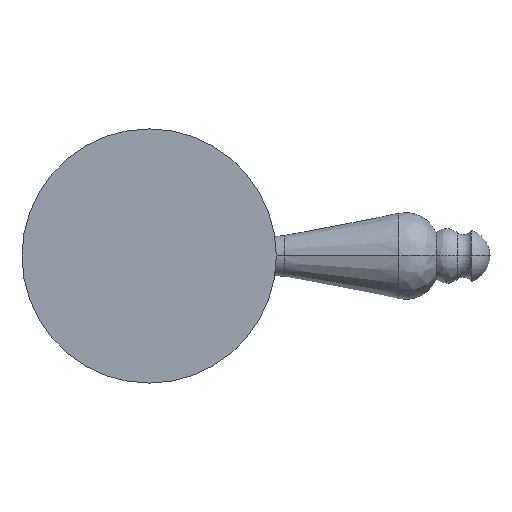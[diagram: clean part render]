
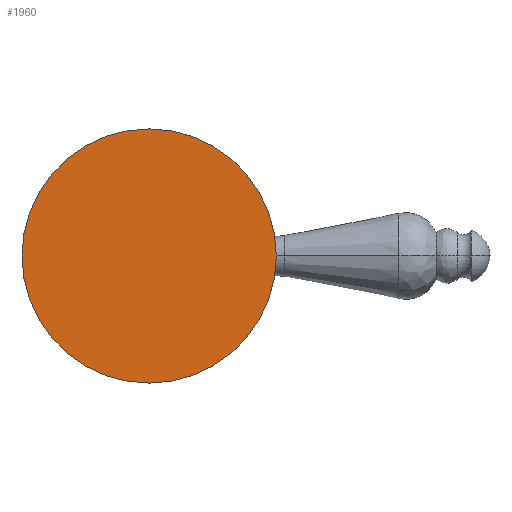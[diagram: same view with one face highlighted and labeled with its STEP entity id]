
A CAD part, front view. The second image highlights one B-rep face of the part: STEP entity #1960.
In plain terms, the highlighted planar face has unit normal (0, -1, 0).
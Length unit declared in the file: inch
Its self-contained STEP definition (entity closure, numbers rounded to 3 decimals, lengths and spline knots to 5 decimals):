
#704=CARTESIAN_POINT('',(0.,0.,0.));
#705=DIRECTION('',(0.,-1.,0.));
#706=DIRECTION('',(-1.,0.,0.));
#707=AXIS2_PLACEMENT_3D('',#704,#705,#706);
#709=CARTESIAN_POINT('',(0.,0.,0.));
#710=DIRECTION('',(0.,1.,0.));
#711=DIRECTION('',(-1.,0.,0.));
#712=AXIS2_PLACEMENT_3D('',#709,#710,#711);
#865=CARTESIAN_POINT('',(-1.17,0.,0.));
#866=CARTESIAN_POINT('',(1.17,0.,0.));
#867=VERTEX_POINT('',#865);
#868=VERTEX_POINT('',#866);
#1950=CARTESIAN_POINT('',(0.,0.,0.));
#1951=DIRECTION('',(0.,-1.,0.));
#1952=DIRECTION('',(1.,0.,0.));
#1953=AXIS2_PLACEMENT_3D('',#1950,#1951,#1952);
#1954=PLANE('',#1953);
#1956=ORIENTED_EDGE('',*,*,#1955,.T.);
#1957=ORIENTED_EDGE('',*,*,#1940,.F.);
#1958=EDGE_LOOP('',(#1956,#1957));
#1959=FACE_OUTER_BOUND('',#1958,.F.);
#1960=ADVANCED_FACE('',(#1959),#1954,.T.);
#708=CIRCLE('',#707,1.17);
#713=CIRCLE('',#712,1.17);
#1940=EDGE_CURVE('',#867,#868,#708,.T.);
#1955=EDGE_CURVE('',#867,#868,#713,.T.);
